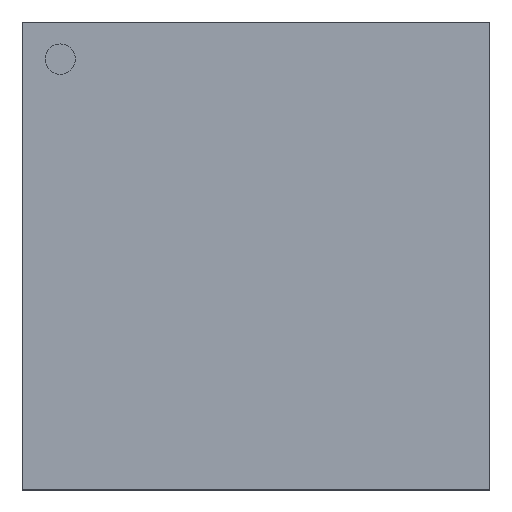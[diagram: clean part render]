
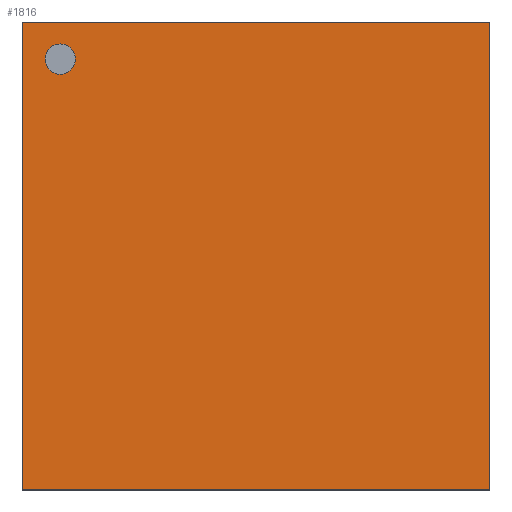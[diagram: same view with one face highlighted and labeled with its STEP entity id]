
A CAD part, top view. The second image highlights one B-rep face of the part: STEP entity #1816.
In plain terms, the highlighted planar face has unit normal (0, 0, 1).
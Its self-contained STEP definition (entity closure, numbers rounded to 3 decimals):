
#69=LINE('',#2549,#81);
#70=LINE('',#2552,#82);
#71=LINE('',#2554,#83);
#72=LINE('',#2556,#84);
#81=VECTOR('',#2133,1000.);
#82=VECTOR('',#2134,1000.);
#83=VECTOR('',#2135,1000.);
#84=VECTOR('',#2136,1000.);
#93=ORIENTED_EDGE('',*,*,#313,.T.);
#94=ORIENTED_EDGE('',*,*,#314,.T.);
#95=ORIENTED_EDGE('',*,*,#315,.T.);
#96=ORIENTED_EDGE('',*,*,#316,.T.);
#97=ORIENTED_EDGE('',*,*,#317,.T.);
#313=EDGE_CURVE('',#423,#423,#529,.T.);
#314=EDGE_CURVE('',#424,#425,#69,.T.);
#315=EDGE_CURVE('',#425,#426,#70,.T.);
#316=EDGE_CURVE('',#426,#427,#71,.T.);
#317=EDGE_CURVE('',#427,#424,#72,.T.);
#423=VERTEX_POINT('',#2548);
#424=VERTEX_POINT('',#2550);
#425=VERTEX_POINT('',#2551);
#426=VERTEX_POINT('',#2553);
#427=VERTEX_POINT('',#2555);
#529=CIRCLE('',#1926,0.146);
#627=EDGE_LOOP('',(#93));
#628=EDGE_LOOP('',(#94,#95,#96,#97));
#829=FACE_BOUND('',#627,.T.);
#830=FACE_BOUND('',#628,.T.);
#1031=PLANE('',#1925);
#1816=ADVANCED_FACE('',(#829,#830),#1031,.T.);
#1925=AXIS2_PLACEMENT_3D('',#2546,#2129,#2130);
#1926=AXIS2_PLACEMENT_3D('',#2547,#2131,#2132);
#2129=DIRECTION('',(0.,0.,1.));
#2130=DIRECTION('',(1.,0.,0.));
#2131=DIRECTION('',(0.,0.,-1.));
#2132=DIRECTION('',(1.,0.,0.));
#2133=DIRECTION('',(1.,0.,0.));
#2134=DIRECTION('',(0.,1.,0.));
#2135=DIRECTION('',(-1.,0.,0.));
#2136=DIRECTION('',(0.,-1.,0.));
#2546=CARTESIAN_POINT('',(0.,0.,0.));
#2547=CARTESIAN_POINT('',(-1.883,1.893,0.));
#2548=CARTESIAN_POINT('',(-1.737,1.893,0.));
#2549=CARTESIAN_POINT('',(-2.25,-2.25,0.));
#2550=CARTESIAN_POINT('',(-2.25,-2.25,0.));
#2551=CARTESIAN_POINT('',(2.25,-2.25,0.));
#2552=CARTESIAN_POINT('',(2.25,-2.25,0.));
#2553=CARTESIAN_POINT('',(2.25,2.25,0.));
#2554=CARTESIAN_POINT('',(2.25,2.25,0.));
#2555=CARTESIAN_POINT('',(-2.25,2.25,0.));
#2556=CARTESIAN_POINT('',(-2.25,2.25,0.));
